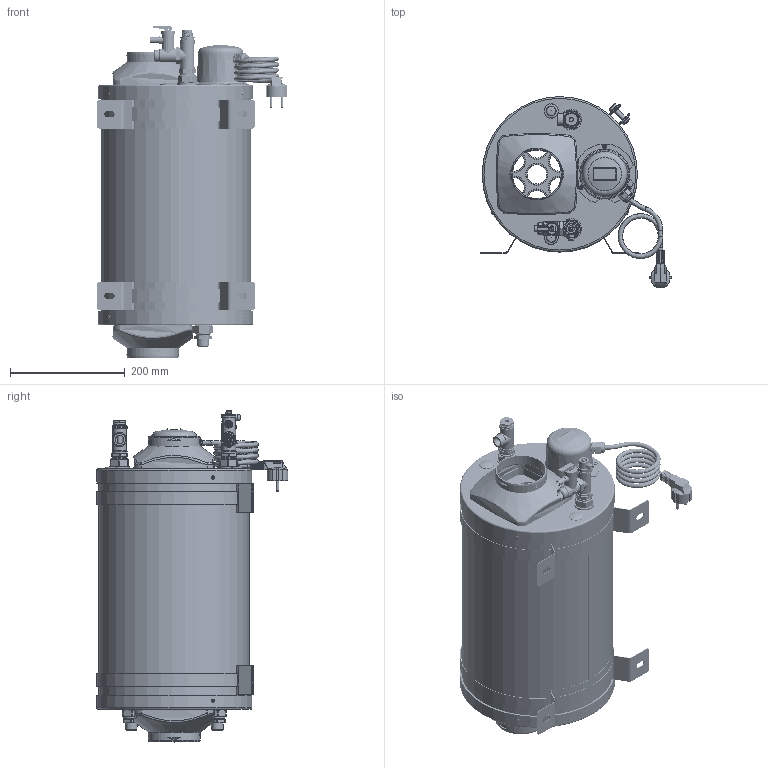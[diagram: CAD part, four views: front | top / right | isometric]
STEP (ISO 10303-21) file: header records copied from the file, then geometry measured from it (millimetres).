
FILE_DESCRIPTION(/* description */ (''),/* implementation_level */ '2;1');
FILE_NAME(/* name */ 'combiboil12-230.step',/* time_stamp */ '2023-08-16T16:12:05+02:00',/* author */ (''),/* organization */ (''),/* preprocessor_version */ 'ST-DEVELOPER v20',/* originating_system */ 'Autodesk Translation Framework v12.9.0.99',/* authorisation */ '');
FILE_SCHEMA (('AUTOMOTIVE_DESIGN { 1 0 10303 214 3 1 1 }'));
Length unit declared in the file: millimetre
Products named in the file (35): renderFarm; VB12050S v1; 0-0934 (1); 0-0937 (1); PROT2023-0003-0113 (1); PROT2023-0003-0114 (1); PROT2023-0003-0130 (1); PROT2023-0003-0122 (1); 0-0938 (1); 0-0939 (1); 020-0131 (1); 020-0316 (1); 020-0513 (1); 020-0514 (1); 020-0516 (2); 020-0515 (1); 020-0516 (1) (1); 020-0519 (1); 020-0240 (1); 080-0034 (1); 110-0120 (1); 130-0057 (1); 130-0091 (1); 130-0099 (1); 130-0207 (1); 140-0001 (1); 140-0312 (1); 900-0135; 080-0509 (1); codice 900-0639; codice 900-0639_1; 080-0131; 080-0132; 080-0133; 080-0134
Assembly tree (65 placements, depth 4):
  renderFarm
    VB12050S v1
      0-0934 (1)  x2
      0-0937 (1)
        PROT2023-0003-0113 (1)
        PROT2023-0003-0114 (1)
        PROT2023-0003-0130 (1)  x7
        PROT2023-0003-0122 (1)
      0-0938 (1)
      0-0939 (1)  x2
      020-0131 (1)
      020-0316 (1)
      020-0513 (1)  x2
      020-0514 (1)
        020-0516 (2)
      020-0515 (1)
        020-0516 (1) (1)
      020-0519 (1)
        020-0240 (1)
      080-0034 (1)  x3
      080-0509 (1)  x8
      110-0120 (1)
      130-0057 (1)
      130-0091 (1)  x2
      130-0099 (1)  x4
      130-0207 (1)
      140-0001 (1)
      140-0312 (1)  x2
      900-0135
    codice 900-0639
      080-0131
      080-0132  x2
      080-0133  x2
      080-0134
    codice 900-0639_1
      080-0131
      080-0132  x2
      080-0133  x2
      080-0134
Bounding box: 331.2 x 333.81 x 577.71 mm (x, y, z)
Volume: 1847492.1 mm3; surface area: 2258669.9 mm2
Topology: 80 solids, 90 shells, 5868 faces, 15291 edges, 9757 vertices
Faces by surface type: plane 2658, bspline 1431, cylinder 1202, cone 260, torus 217, sphere 100
Full cylindrical faces by diameter (mm): 1.7 x1, 2.2 x1, 2.4 x2, 2.5 x3, 2.64 x15, 2.75 x1, 2.8 x9, 2.85 x1, 3.2 x9, 3.7 x1, 4 x3, 4.7 x2, 5 x1, 5.3 x2, 5.4 x1, 5.818 x8, 6.2 x1, 6.5 x3, 7 x7, 7.5 x1, 8 x10, 8.4 x9, 8.5 x4, 9 x1, 10 x1, 10.5 x4, 11 x1, 11.63 x2, 12.5 x1, 13.5 x1
Entity records: 196426 total; most frequent: CARTESIAN_POINT 115805, ORIENTED_EDGE 17348, DIRECTION 15169, EDGE_CURVE 8688, VERTEX_POINT 5563, AXIS2_PLACEMENT_3D 5339, LINE 4491, VECTOR 4491
